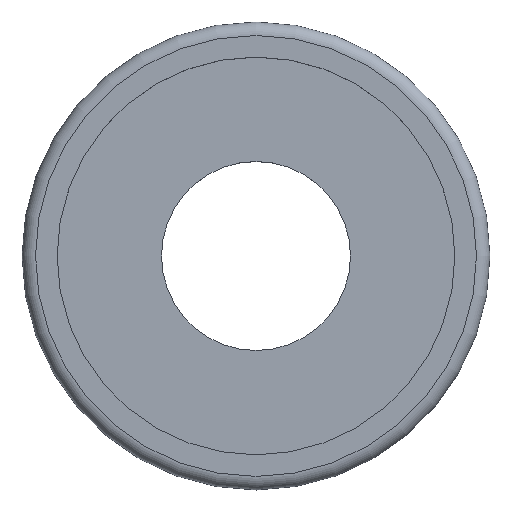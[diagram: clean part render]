
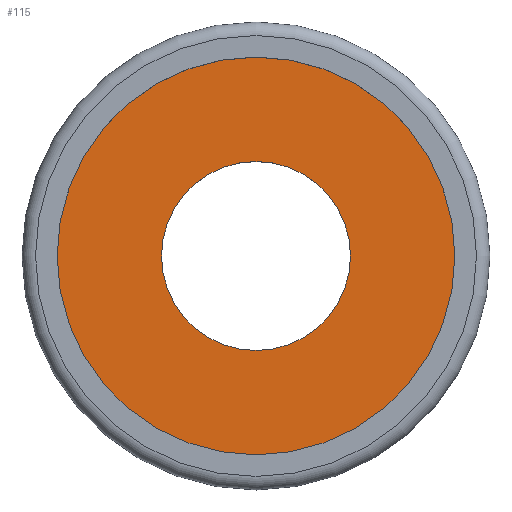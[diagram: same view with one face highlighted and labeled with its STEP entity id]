
A CAD part, top view. The second image highlights one B-rep face of the part: STEP entity #115.
In plain terms, the highlighted planar face has unit normal (0, 0, 1).
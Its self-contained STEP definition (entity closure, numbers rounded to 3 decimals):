
#17=FACE_BOUND('',#48,.T.);
#20=PLANE('',#147);
#37=FACE_OUTER_BOUND('',#47,.T.);
#47=EDGE_LOOP('',(#104));
#48=EDGE_LOOP('',(#105));
#57=CIRCLE('',#144,11.05);
#58=CIRCLE('',#146,5.25);
#65=VERTEX_POINT('',#211);
#66=VERTEX_POINT('',#215);
#77=EDGE_CURVE('',#65,#65,#57,.T.);
#78=EDGE_CURVE('',#66,#66,#58,.T.);
#104=ORIENTED_EDGE('',*,*,#77,.T.);
#105=ORIENTED_EDGE('',*,*,#78,.T.);
#115=ADVANCED_FACE('',(#37,#17),#20,.T.);
#144=AXIS2_PLACEMENT_3D('',#213,#180,#181);
#146=AXIS2_PLACEMENT_3D('',#216,#184,#185);
#147=AXIS2_PLACEMENT_3D('',#218,#187,#188);
#180=DIRECTION('center_axis',(0.,0.,1.));
#181=DIRECTION('ref_axis',(1.,0.,0.));
#184=DIRECTION('center_axis',(0.,0.,-1.));
#185=DIRECTION('ref_axis',(1.,0.,0.));
#187=DIRECTION('center_axis',(0.,0.,1.));
#188=DIRECTION('ref_axis',(1.,0.,0.));
#211=CARTESIAN_POINT('',(-11.05,0.,1.5));
#213=CARTESIAN_POINT('Origin',(0.,0.,1.5));
#215=CARTESIAN_POINT('',(-5.25,0.,1.5));
#216=CARTESIAN_POINT('Origin',(0.,0.,1.5));
#218=CARTESIAN_POINT('Origin',(0.,0.,1.5));
